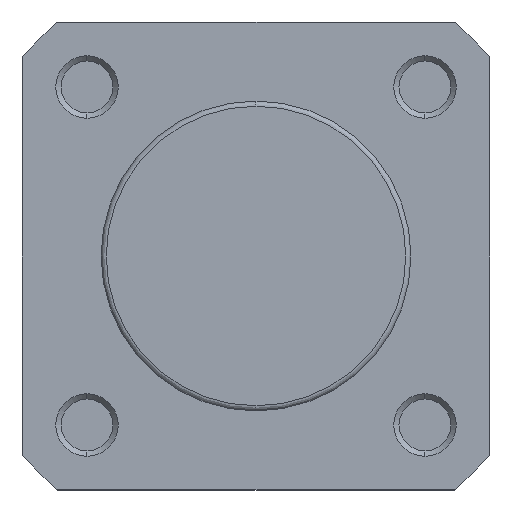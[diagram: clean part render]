
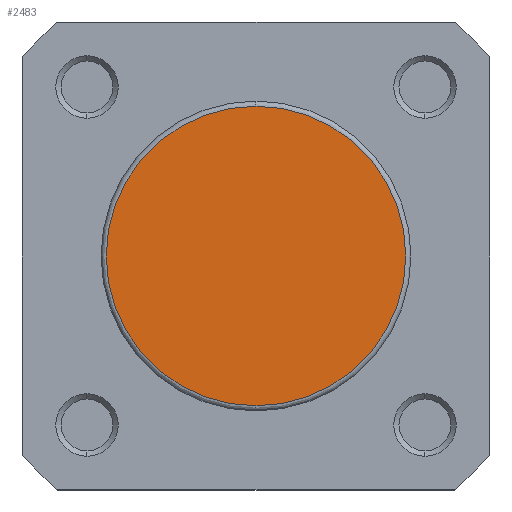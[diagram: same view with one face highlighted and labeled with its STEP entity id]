
A CAD part, left-side view. The second image highlights one B-rep face of the part: STEP entity #2483.
In plain terms, the highlighted planar face has unit normal (-1, 0, 0).
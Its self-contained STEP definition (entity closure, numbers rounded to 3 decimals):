
#321 = EDGE_CURVE ( 'NONE', #2662, #2670, #1520, .T. ) ;
#375 = EDGE_CURVE ( 'NONE', #2670, #2662, #1576, .T. ) ;
#500 = AXIS2_PLACEMENT_3D ( 'NONE', #3303, #3304, #3305 ) ;
#526 = AXIS2_PLACEMENT_3D ( 'NONE', #3403, #3405, #3406 ) ;
#561 = AXIS2_PLACEMENT_3D ( 'NONE', #3495, #3497, #3498 ) ;
#1136 = EDGE_LOOP ( 'NONE', ( #3920, #4046 ) ) ;
#1520 = CIRCLE ( 'NONE', #500, 14.4 ) ;
#1576 = CIRCLE ( 'NONE', #526, 14.4 ) ;
#1618 = FACE_OUTER_BOUND ( 'NONE', #1136, .T. ) ;
#2483 = ADVANCED_FACE ( 'NONE', ( #1618 ), #3496, .T. ) ;
#2662 = VERTEX_POINT ( 'NONE', #4609 ) ;
#2670 = VERTEX_POINT ( 'NONE', #4617 ) ;
#3303 = CARTESIAN_POINT ( 'NONE',  ( 0., 0., 0. ) ) ;
#3304 = DIRECTION ( 'NONE',  ( -1., 0., 0. ) ) ;
#3305 = DIRECTION ( 'NONE',  ( 0., 0., 1. ) ) ;
#3403 = CARTESIAN_POINT ( 'NONE',  ( 0., 0., 0. ) ) ;
#3405 = DIRECTION ( 'NONE',  ( -1., 0., 0. ) ) ;
#3406 = DIRECTION ( 'NONE',  ( 0., 0., 1. ) ) ;
#3495 = CARTESIAN_POINT ( 'NONE',  ( 0., -14.9, 0. ) ) ;
#3496 = PLANE ( 'NONE',  #561 ) ;
#3497 = DIRECTION ( 'NONE',  ( -1., 0., 0. ) ) ;
#3498 = DIRECTION ( 'NONE',  ( 0., 0., 1. ) ) ;
#3920 = ORIENTED_EDGE ( 'NONE', *, *, #375, .T. ) ;
#4046 = ORIENTED_EDGE ( 'NONE', *, *, #321, .T. ) ;
#4609 = CARTESIAN_POINT ( 'NONE',  ( 0., 0., -14.4 ) ) ;
#4617 = CARTESIAN_POINT ( 'NONE',  ( 0., 0., 14.4 ) ) ;
